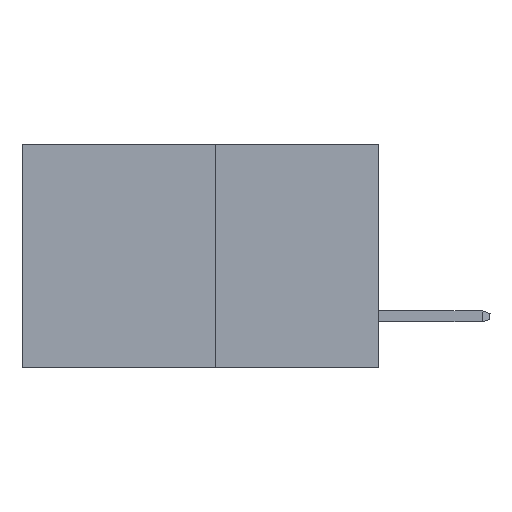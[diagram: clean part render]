
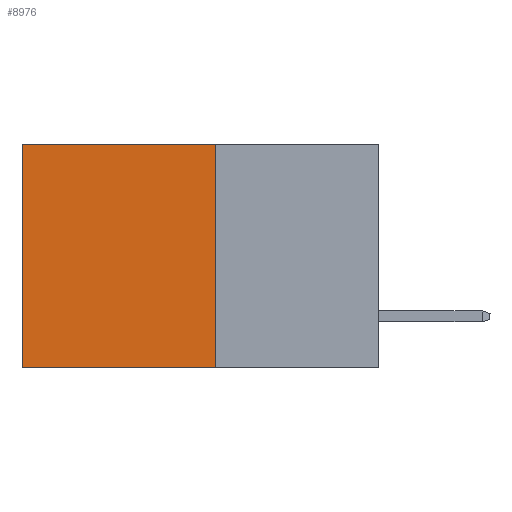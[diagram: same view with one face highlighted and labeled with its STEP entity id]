
A CAD part, left-side view. The second image highlights one B-rep face of the part: STEP entity #8976.
In plain terms, the highlighted planar face has unit normal (-1, 0, 0).
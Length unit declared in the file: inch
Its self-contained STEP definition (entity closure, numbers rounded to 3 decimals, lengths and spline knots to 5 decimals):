
#330 = VERTEX_POINT ( 'NONE', #2243 ) ;
#481 = EDGE_CURVE ( 'NONE', #330, #10841, #9888, .T. ) ;
#549 = CARTESIAN_POINT ( 'NONE',  ( 0.277, 0.27, 0. ) ) ;
#747 = DIRECTION ( 'NONE',  ( 0., 1., 0. ) ) ;
#858 = ORIENTED_EDGE ( 'NONE', *, *, #481, .F. ) ;
#864 = ORIENTED_EDGE ( 'NONE', *, *, #1820, .T. ) ;
#1048 = CARTESIAN_POINT ( 'NONE',  ( 0.277, 0.27, -0.37 ) ) ;
#1318 = ORIENTED_EDGE ( 'NONE', *, *, #10066, .T. ) ;
#1820 = EDGE_CURVE ( 'NONE', #5379, #10841, #3412, .T. ) ;
#1929 = DIRECTION ( 'NONE',  ( 0., 0., -1. ) ) ;
#2243 = CARTESIAN_POINT ( 'NONE',  ( 0.277, 0.27, -0.37 ) ) ;
#2558 = LINE ( 'NONE', #10293, #11209 ) ;
#2782 = PLANE ( 'NONE',  #3949 ) ;
#2817 = CARTESIAN_POINT ( 'NONE',  ( 0.277, 0.59, -0.37 ) ) ;
#3092 = CARTESIAN_POINT ( 'NONE',  ( 0.277, 0.27, -0.37 ) ) ;
#3412 = LINE ( 'NONE', #9149, #7877 ) ;
#3949 = AXIS2_PLACEMENT_3D ( 'NONE', #1048, #7215, #1929 ) ;
#5379 = VERTEX_POINT ( 'NONE', #11106 ) ;
#6367 = VERTEX_POINT ( 'NONE', #549 ) ;
#6401 = FACE_OUTER_BOUND ( 'NONE', #10435, .T. ) ;
#6827 = EDGE_CURVE ( 'NONE', #6367, #330, #8919, .T. ) ;
#6830 = ORIENTED_EDGE ( 'NONE', *, *, #6827, .F. ) ;
#7215 = DIRECTION ( 'NONE',  ( 1., 0., 0. ) ) ;
#7416 = DIRECTION ( 'NONE',  ( 0., 1., 0. ) ) ;
#7507 = DIRECTION ( 'NONE',  ( 0., 0., -1. ) ) ;
#7628 = VECTOR ( 'NONE', #7416, 39.37008 ) ;
#7877 = VECTOR ( 'NONE', #9896, 39.37008 ) ;
#8413 = CARTESIAN_POINT ( 'NONE',  ( 0.277, 0.27, -0.37 ) ) ;
#8919 = LINE ( 'NONE', #8413, #9197 ) ;
#8976 = ADVANCED_FACE ( 'NONE', ( #6401 ), #2782, .F. ) ;
#9149 = CARTESIAN_POINT ( 'NONE',  ( 0.277, 0.59, -0.37 ) ) ;
#9197 = VECTOR ( 'NONE', #7507, 39.37008 ) ;
#9888 = LINE ( 'NONE', #3092, #7628 ) ;
#9896 = DIRECTION ( 'NONE',  ( 0., 0., -1. ) ) ;
#10066 = EDGE_CURVE ( 'NONE', #6367, #5379, #2558, .T. ) ;
#10293 = CARTESIAN_POINT ( 'NONE',  ( 0.277, 0.27, 0. ) ) ;
#10435 = EDGE_LOOP ( 'NONE', ( #864, #858, #6830, #1318 ) ) ;
#10841 = VERTEX_POINT ( 'NONE', #2817 ) ;
#11106 = CARTESIAN_POINT ( 'NONE',  ( 0.277, 0.59, 0. ) ) ;
#11209 = VECTOR ( 'NONE', #747, 39.37008 ) ;
